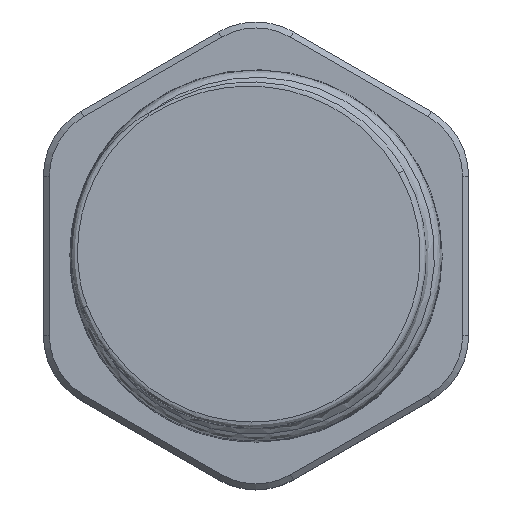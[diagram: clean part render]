
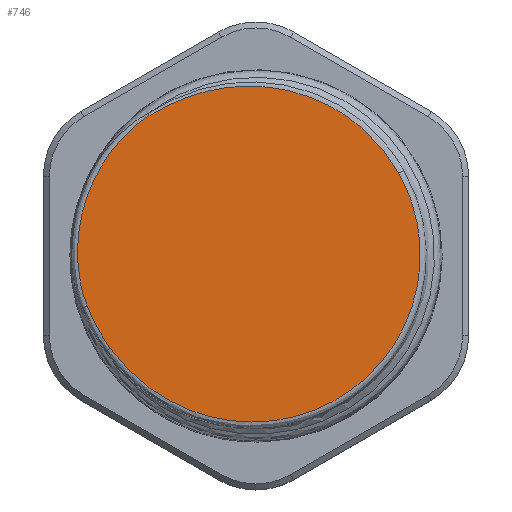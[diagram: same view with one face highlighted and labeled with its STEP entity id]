
A CAD part, top view. The second image highlights one B-rep face of the part: STEP entity #746.
In plain terms, the highlighted planar face has unit normal (0, 0, 1).
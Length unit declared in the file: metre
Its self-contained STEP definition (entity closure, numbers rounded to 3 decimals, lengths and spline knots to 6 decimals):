
#41=B_SPLINE_CURVE_WITH_KNOTS('',3,(#1248,#1249,#1250,#1251,#1252,#1253,
#1254,#1255),.UNSPECIFIED.,.F.,.F.,(4,1,1,1,1,4),(0.,
0.004807,0.009613,0.012017,0.01442,
0.019227),.UNSPECIFIED.);
#42=B_SPLINE_CURVE_WITH_KNOTS('',3,(#1258,#1259,#1260,#1261,#1262,#1263,
#1264,#1265),.UNSPECIFIED.,.F.,.F.,(4,1,1,1,1,4),(0.,
0.003637,0.007275,0.010912,0.012731,
0.01455),.UNSPECIFIED.);
#43=B_SPLINE_CURVE_WITH_KNOTS('',3,(#1267,#1268,#1269,#1270),
 .UNSPECIFIED.,.F.,.F.,(4,4),(0.,0.003234),.UNSPECIFIED.);
#44=B_SPLINE_CURVE_WITH_KNOTS('',3,(#1272,#1273,#1274,#1275,#1276,#1277,
#1278,#1279,#1280,#1281,#1282),.UNSPECIFIED.,.F.,.F.,(4,1,1,1,1,1,1,1,4),
(0.,0.004341,0.008683,0.013024,0.017365,
0.021707,0.026048,0.03039,0.034731),
 .UNSPECIFIED.);
#171=ORIENTED_EDGE('',*,*,#378,.T.);
#172=ORIENTED_EDGE('',*,*,#379,.T.);
#173=ORIENTED_EDGE('',*,*,#380,.T.);
#174=ORIENTED_EDGE('',*,*,#381,.T.);
#378=EDGE_CURVE('',#476,#477,#41,.T.);
#379=EDGE_CURVE('',#477,#478,#42,.T.);
#380=EDGE_CURVE('',#478,#479,#43,.T.);
#381=EDGE_CURVE('',#479,#476,#44,.T.);
#476=VERTEX_POINT('',#1256);
#477=VERTEX_POINT('',#1257);
#478=VERTEX_POINT('',#1266);
#479=VERTEX_POINT('',#1271);
#622=EDGE_LOOP('',(#171,#172,#173,#174));
#674=FACE_BOUND('',#622,.T.);
#717=PLANE('',#836);
#746=ADVANCED_FACE('',(#674),#717,.T.);
#836=AXIS2_PLACEMENT_3D('',#1247,#992,#993);
#992=DIRECTION('',(0.,0.,1.));
#993=DIRECTION('',(0.,-1.,0.));
#1247=CARTESIAN_POINT('',(0.,0.,0.013));
#1248=CARTESIAN_POINT('',(0.009578,0.005536,0.013));
#1249=CARTESIAN_POINT('',(0.008789,0.006945,0.013));
#1250=CARTESIAN_POINT('',(0.006632,0.009387,0.013));
#1251=CARTESIAN_POINT('',(0.002872,0.011081,0.013));
#1252=CARTESIAN_POINT('',(-0.000296,0.011446,0.013));
#1253=CARTESIAN_POINT('',(-0.003532,0.011168,0.013));
#1254=CARTESIAN_POINT('',(-0.005801,0.010229,0.013));
#1255=CARTESIAN_POINT('',(-0.007172,0.00938,0.013));
#1256=CARTESIAN_POINT('',(0.009578,0.005536,0.013));
#1257=CARTESIAN_POINT('',(-0.007172,0.00938,0.013));
#1258=CARTESIAN_POINT('',(-0.007172,0.00938,0.013));
#1259=CARTESIAN_POINT('',(-0.008204,0.008741,0.013));
#1260=CARTESIAN_POINT('',(-0.009935,0.006996,0.013));
#1261=CARTESIAN_POINT('',(-0.011598,0.003766,0.013));
#1262=CARTESIAN_POINT('',(-0.012067,0.000759,0.013));
#1263=CARTESIAN_POINT('',(-0.011852,-0.001639,0.013));
#1264=CARTESIAN_POINT('',(-0.011546,-0.00281,0.013));
#1265=CARTESIAN_POINT('',(-0.011316,-0.003373,0.013));
#1266=CARTESIAN_POINT('',(-0.011316,-0.003373,0.013));
#1267=CARTESIAN_POINT('',(-0.011316,-0.003373,0.013));
#1268=CARTESIAN_POINT('',(-0.010908,-0.004371,0.013));
#1269=CARTESIAN_POINT('',(-0.010393,-0.005325,0.013));
#1270=CARTESIAN_POINT('',(-0.009763,-0.0062,0.013));
#1271=CARTESIAN_POINT('',(-0.009763,-0.0062,0.013));
#1272=CARTESIAN_POINT('',(-0.009763,-0.0062,0.013));
#1273=CARTESIAN_POINT('',(-0.008915,-0.007376,0.013));
#1274=CARTESIAN_POINT('',(-0.006827,-0.009404,0.013));
#1275=CARTESIAN_POINT('',(-0.002798,-0.011142,0.013));
#1276=CARTESIAN_POINT('',(0.001591,-0.011277,0.013));
#1277=CARTESIAN_POINT('',(0.005721,-0.009776,0.013));
#1278=CARTESIAN_POINT('',(0.008984,-0.006837,0.013));
#1279=CARTESIAN_POINT('',(0.010904,-0.00289,0.013));
#1280=CARTESIAN_POINT('',(0.011198,0.001487,0.013));
#1281=CARTESIAN_POINT('',(0.010287,0.00427,0.013));
#1282=CARTESIAN_POINT('',(0.009578,0.005536,0.013));
